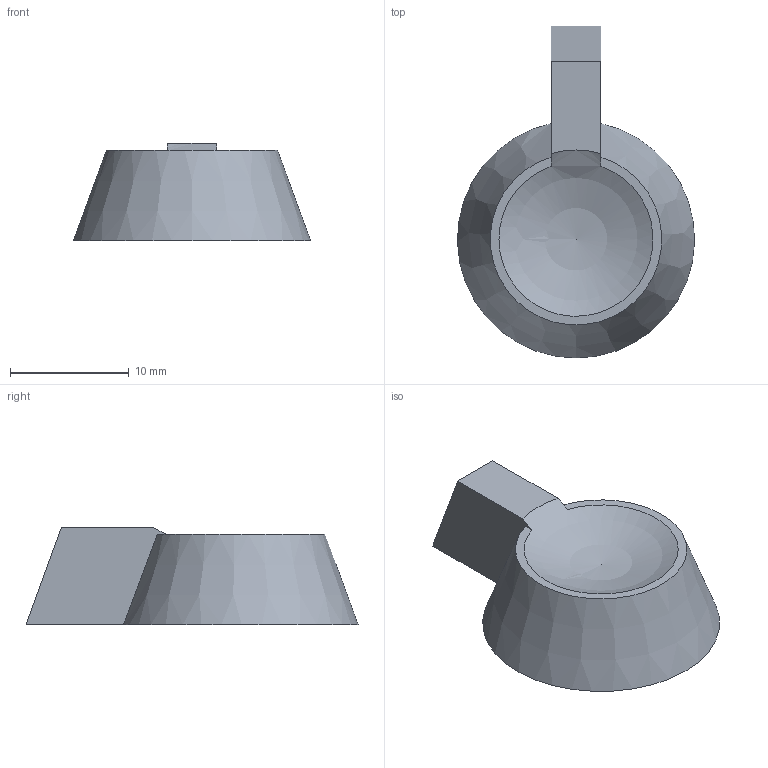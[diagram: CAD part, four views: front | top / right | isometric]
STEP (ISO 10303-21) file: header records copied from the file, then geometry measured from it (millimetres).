
FILE_DESCRIPTION(/* description */ (''),/* implementation_level */ '2;1');
FILE_NAME(/* name */ 'lcd_knob.step',/* time_stamp */ '2020-01-04T19:13:06+01:00',/* author */ (''),/* organization */ (''),/* preprocessor_version */ 'ST-DEVELOPER v18',/* originating_system */ 'Autodesk Translation Framework v8.12.0.6',/* authorisation */ '');
FILE_SCHEMA (('AUTOMOTIVE_DESIGN { 1 0 10303 214 3 1 1 }'));
Length unit declared in the file: millimetre
Products named in the file (1): lcd_knob
Bounding box: 20 x 28 x 8.2 mm (x, y, z)
Volume: 1734.9 mm3; surface area: 1512.2 mm2
Topology: 1 solids, 1 shells, 18 faces, 44 edges, 29 vertices
Faces by surface type: plane 10, cone 4, cylinder 3, sphere 1
Full cylindrical faces by diameter (mm): 11 x1
Entity records: 566 total; most frequent: CARTESIAN_POINT 103, DIRECTION 92, ORIENTED_EDGE 86, EDGE_CURVE 43, AXIS2_PLACEMENT_3D 36, VERTEX_POINT 29, EDGE_LOOP 20, LINE 20
